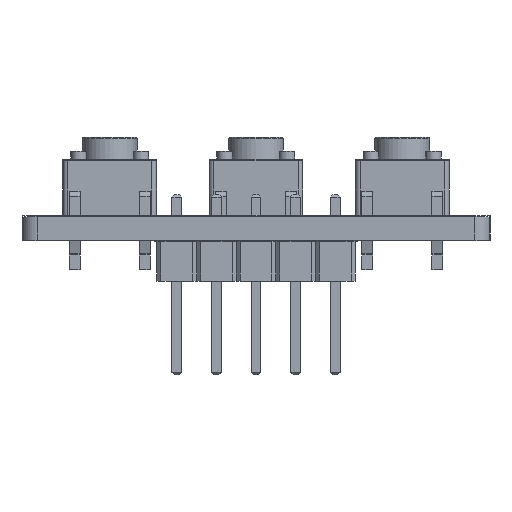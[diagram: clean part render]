
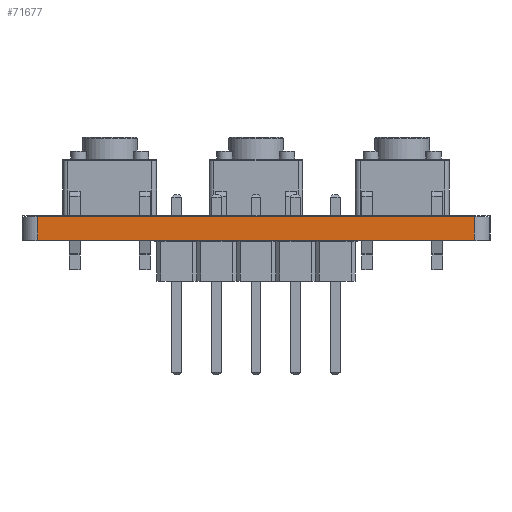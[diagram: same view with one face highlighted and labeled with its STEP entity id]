
A CAD part, left-side view. The second image highlights one B-rep face of the part: STEP entity #71677.
In plain terms, the highlighted planar face has unit normal (-1, 0, 0).
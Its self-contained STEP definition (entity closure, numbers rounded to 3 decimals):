
#69978 = VERTEX_POINT('',#69979);
#69979 = CARTESIAN_POINT('',(100.,-101.,0.));
#69986 = EDGE_CURVE('',#69987,#69978,#69989,.T.);
#69987 = VERTEX_POINT('',#69988);
#69988 = CARTESIAN_POINT('',(100.,-129.,0.));
#69989 = LINE('',#69990,#69991);
#69990 = CARTESIAN_POINT('',(100.,-129.,0.));
#69991 = VECTOR('',#69992,1.);
#69992 = DIRECTION('',(0.,1.,0.));
#70814 = VERTEX_POINT('',#70815);
#70815 = CARTESIAN_POINT('',(100.,-101.,1.51));
#70822 = EDGE_CURVE('',#70823,#70814,#70825,.T.);
#70823 = VERTEX_POINT('',#70824);
#70824 = CARTESIAN_POINT('',(100.,-129.,1.51));
#70825 = LINE('',#70826,#70827);
#70826 = CARTESIAN_POINT('',(100.,-129.,1.51));
#70827 = VECTOR('',#70828,1.);
#70828 = DIRECTION('',(0.,1.,0.));
#71647 = EDGE_CURVE('',#69978,#70814,#71648,.T.);
#71648 = LINE('',#71649,#71650);
#71649 = CARTESIAN_POINT('',(100.,-101.,0.));
#71650 = VECTOR('',#71651,1.);
#71651 = DIRECTION('',(0.,0.,1.));
#71677 = ADVANCED_FACE('',(#71678),#71689,.T.);
#71678 = FACE_BOUND('',#71679,.T.);
#71679 = EDGE_LOOP('',(#71680,#71686,#71687,#71688));
#71680 = ORIENTED_EDGE('',*,*,#71681,.T.);
#71681 = EDGE_CURVE('',#69987,#70823,#71682,.T.);
#71682 = LINE('',#71683,#71684);
#71683 = CARTESIAN_POINT('',(100.,-129.,0.));
#71684 = VECTOR('',#71685,1.);
#71685 = DIRECTION('',(0.,0.,1.));
#71686 = ORIENTED_EDGE('',*,*,#70822,.T.);
#71687 = ORIENTED_EDGE('',*,*,#71647,.F.);
#71688 = ORIENTED_EDGE('',*,*,#69986,.F.);
#71689 = PLANE('',#71690);
#71690 = AXIS2_PLACEMENT_3D('',#71691,#71692,#71693);
#71691 = CARTESIAN_POINT('',(100.,-129.,0.));
#71692 = DIRECTION('',(-1.,0.,0.));
#71693 = DIRECTION('',(0.,1.,0.));
